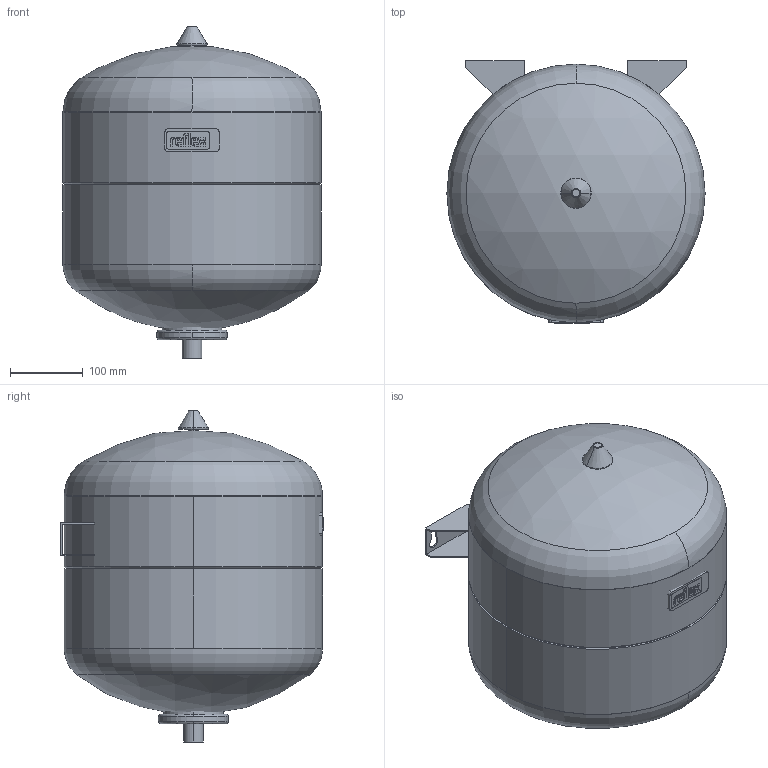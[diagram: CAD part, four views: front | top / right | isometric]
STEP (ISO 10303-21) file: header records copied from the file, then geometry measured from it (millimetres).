
FILE_DESCRIPTION((''),'2;1');
FILE_NAME('3d_ReflexS33_10bar_gray-8706200.stp','2014-06-06T09:49:22',(''),(''),'Mechanical Desktop 2011','Mechanical Desktop 2011',', , ');
FILE_SCHEMA(('CONFIG_CONTROL_DESIGN'));
Length unit declared in the file: millimetre
Products named in the file (1): Product
Bounding box: 354 x 360.3 x 455 mm (x, y, z)
Volume: 32227832.3 mm3; surface area: 975646.6 mm2
Topology: 16 solids, 16 shells, 276 faces, 692 edges, 456 vertices
Faces by surface type: plane 124, cylinder 102, bspline 22, torus 16, cone 10, sphere 2
Entity records: 8703 total; most frequent: CARTESIAN_POINT 1793, DIRECTION 1484, ORIENTED_EDGE 1384, EDGE_CURVE 692, AXIS2_PLACEMENT_3D 537, VERTEX_POINT 456, VECTOR 410, LINE 410
